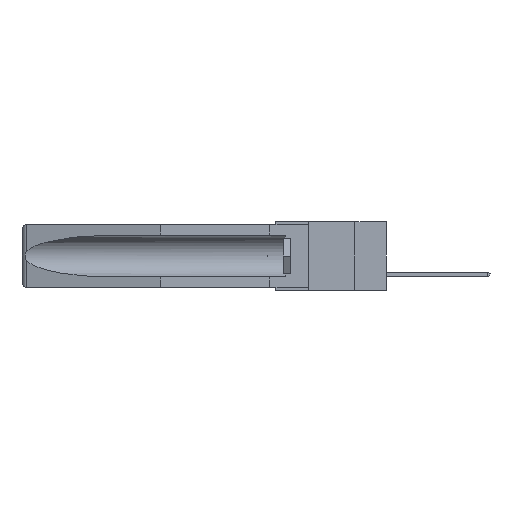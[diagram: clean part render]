
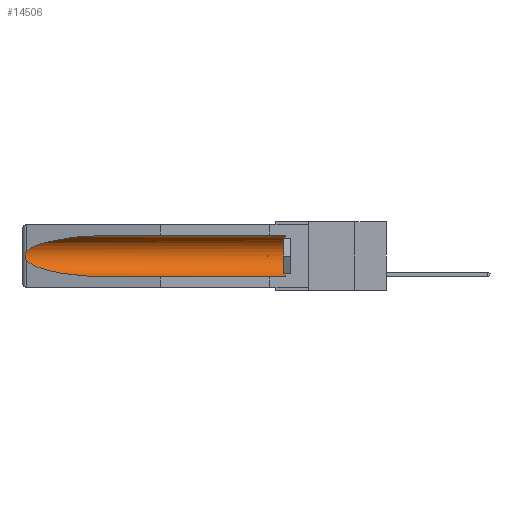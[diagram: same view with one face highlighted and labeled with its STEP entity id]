
A CAD part, left-side view. The second image highlights one B-rep face of the part: STEP entity #14506.
In plain terms, the highlighted cylindrical face has radius 2.857 mm (diameter 5.715 mm), a partial arc.
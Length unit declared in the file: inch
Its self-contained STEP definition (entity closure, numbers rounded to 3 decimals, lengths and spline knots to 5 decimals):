
#345 = CARTESIAN_POINT ( 'NONE',  ( 0.26537, 1.52718, -0.14972 ) ) ;
#779 = LINE ( 'NONE', #23467, #32653 ) ;
#1848 = ORIENTED_EDGE ( 'NONE', *, *, #2373, .F. ) ;
#2081 = DIRECTION ( 'NONE',  ( 0., -1., 0. ) ) ;
#2373 = EDGE_CURVE ( 'NONE', #17072, #17083, #6461, .T. ) ;
#3124 = CARTESIAN_POINT ( 'NONE',  ( 0.26597, 1.5296, -0.19026 ) ) ;
#3160 = CARTESIAN_POINT ( 'NONE',  ( 0.155, 1.07973, -0.284 ) ) ;
#3250 = DIRECTION ( 'NONE',  ( 0., 1., 0. ) ) ;
#4395 = ORIENTED_EDGE ( 'NONE', *, *, #8812, .T. ) ;
#5101 = AXIS2_PLACEMENT_3D ( 'NONE', #9956, #2081, #20294 ) ;
#5653 = CARTESIAN_POINT ( 'NONE',  ( 0.26654, 1.53092, -0.15636 ) ) ;
#5877 = FACE_OUTER_BOUND ( 'NONE', #10663, .T. ) ;
#6179 = CARTESIAN_POINT ( 'NONE',  ( 0.26537, 1.52718, -0.19328 ) ) ;
#6461 = LINE ( 'NONE', #13627, #9743 ) ;
#7089 = VERTEX_POINT ( 'NONE', #6179 ) ;
#7503 = CYLINDRICAL_SURFACE ( 'NONE', #33143, 0.1125 ) ;
#8499 = CARTESIAN_POINT ( 'NONE',  ( 0.26537, 1.52718, -0.14972 ) ) ;
#8812 = EDGE_CURVE ( 'NONE', #24918, #23942, #779, .T. ) ;
#9084 = EDGE_CURVE ( 'NONE', #23942, #13765, #32014, .T. ) ;
#9393 = CARTESIAN_POINT ( 'NONE',  ( 0.25451, 1.48313, -0.24835 ) ) ;
#9743 = VECTOR ( 'NONE', #3250, 39.37008 ) ;
#9956 = CARTESIAN_POINT ( 'NONE',  ( 0.155, 0.126, -0.1715 ) ) ;
#10663 = EDGE_LOOP ( 'NONE', ( #24643, #15339, #23850, #1848, #29749, #4395 ) ) ;
#10725 = CARTESIAN_POINT ( 'NONE',  ( 0.25451, 1.48313, -0.09465 ) ) ;
#12854 = DIRECTION ( 'NONE',  ( 0., 0., 1. ) ) ;
#13627 = CARTESIAN_POINT ( 'NONE',  ( 0.155, -0.30754, -0.284 ) ) ;
#13765 = VERTEX_POINT ( 'NONE', #18062 ) ;
#14506 = ADVANCED_FACE ( 'NONE', ( #5877 ), #7503, .F. ) ;
#14735 = CARTESIAN_POINT ( 'NONE',  ( 0.21114, 1.30732, -0.284 ) ) ;
#15339 = ORIENTED_EDGE ( 'NONE', *, *, #25711, .T. ) ;
#15345 = CARTESIAN_POINT ( 'NONE',  ( 0.155, 1.07973, -0.059 ) ) ;
#16001 = CARTESIAN_POINT ( 'NONE',  ( 0.26537, 1.52718, -0.19328 ) ) ;
#16039 = CARTESIAN_POINT ( 'NONE',  ( 0.155, 0.126, -0.284 ) ) ;
#16230 = CARTESIAN_POINT ( 'NONE',  ( 0.2673, 1.5327, -0.16383 ) ) ;
#17072 = VERTEX_POINT ( 'NONE', #16039 ) ;
#17083 = VERTEX_POINT ( 'NONE', #3160 ) ;
#17351 =( BOUNDED_CURVE ( )  B_SPLINE_CURVE ( 3, ( #19964, #9393, #14735, #24888 ),
 .UNSPECIFIED., .F., .F. ) 
 B_SPLINE_CURVE_WITH_KNOTS ( ( 4, 4 ),
 ( 0.1948, 1.5708 ),
 .UNSPECIFIED. ) 
 CURVE ( )  GEOMETRIC_REPRESENTATION_ITEM ( )  RATIONAL_B_SPLINE_CURVE ( ( 1., 0.848, 0.848, 1. ) ) 
 REPRESENTATION_ITEM ( '' )  );
#17498 = CARTESIAN_POINT ( 'NONE',  ( 0.155, 0.126, -0.059 ) ) ;
#18062 = CARTESIAN_POINT ( 'NONE',  ( 0.26537, 1.52718, -0.14972 ) ) ;
#18314 = DIRECTION ( 'NONE',  ( 0., 1., 0. ) ) ;
#18748 = CARTESIAN_POINT ( 'NONE',  ( 0.26655, 1.53094, -0.18657 ) ) ;
#18854 = CARTESIAN_POINT ( 'NONE',  ( 0.26597, 1.52961, -0.15275 ) ) ;
#18965 = CARTESIAN_POINT ( 'NONE',  ( 0.2673, 1.53269, -0.17917 ) ) ;
#19964 = CARTESIAN_POINT ( 'NONE',  ( 0.26537, 1.52718, -0.19328 ) ) ;
#20294 = DIRECTION ( 'NONE',  ( 0., 0., 1. ) ) ;
#21120 = CARTESIAN_POINT ( 'NONE',  ( 0.2675, 1.53308, -0.17534 ) ) ;
#23405 = CIRCLE ( 'NONE', #5101, 0.1125 ) ;
#23467 = CARTESIAN_POINT ( 'NONE',  ( 0.155, -0.30754, -0.059 ) ) ;
#23540 = EDGE_CURVE ( 'NONE', #17072, #24918, #23405, .T. ) ;
#23850 = ORIENTED_EDGE ( 'NONE', *, *, #31497, .T. ) ;
#23942 = VERTEX_POINT ( 'NONE', #15345 ) ;
#24040 = B_SPLINE_CURVE_WITH_KNOTS ( 'NONE', 3,
 ( #8499, #18854, #5653, #16230, #26379, #21120, #18965, #18748, #3124, #16001 ),
 .UNSPECIFIED., .F., .F.,
 ( 4, 2, 2, 2, 4 ),
 ( 0., 0.00029, 0.00058, 0.00087, 0.00117 ),
 .UNSPECIFIED. ) ;
#24643 = ORIENTED_EDGE ( 'NONE', *, *, #9084, .T. ) ;
#24888 = CARTESIAN_POINT ( 'NONE',  ( 0.155, 1.07973, -0.284 ) ) ;
#24918 = VERTEX_POINT ( 'NONE', #17498 ) ;
#25711 = EDGE_CURVE ( 'NONE', #13765, #7089, #24040, .T. ) ;
#26379 = CARTESIAN_POINT ( 'NONE',  ( 0.2675, 1.53308, -0.16763 ) ) ;
#28807 = CARTESIAN_POINT ( 'NONE',  ( 0.155, -0.30754, -0.1715 ) ) ;
#29070 = CARTESIAN_POINT ( 'NONE',  ( 0.155, 1.07973, -0.059 ) ) ;
#29179 = CARTESIAN_POINT ( 'NONE',  ( 0.21114, 1.30732, -0.059 ) ) ;
#29716 = DIRECTION ( 'NONE',  ( 0., 1., 0. ) ) ;
#29749 = ORIENTED_EDGE ( 'NONE', *, *, #23540, .T. ) ;
#31497 = EDGE_CURVE ( 'NONE', #7089, #17083, #17351, .T. ) ;
#32014 =( BOUNDED_CURVE ( )  B_SPLINE_CURVE ( 3, ( #29070, #29179, #10725, #345 ),
 .UNSPECIFIED., .F., .F. ) 
 B_SPLINE_CURVE_WITH_KNOTS ( ( 4, 4 ),
 ( 4.71239, 6.08839 ),
 .UNSPECIFIED. ) 
 CURVE ( )  GEOMETRIC_REPRESENTATION_ITEM ( )  RATIONAL_B_SPLINE_CURVE ( ( 1., 0.848, 0.848, 1. ) ) 
 REPRESENTATION_ITEM ( '' )  );
#32653 = VECTOR ( 'NONE', #29716, 39.37008 ) ;
#33143 = AXIS2_PLACEMENT_3D ( 'NONE', #28807, #18314, #12854 ) ;
